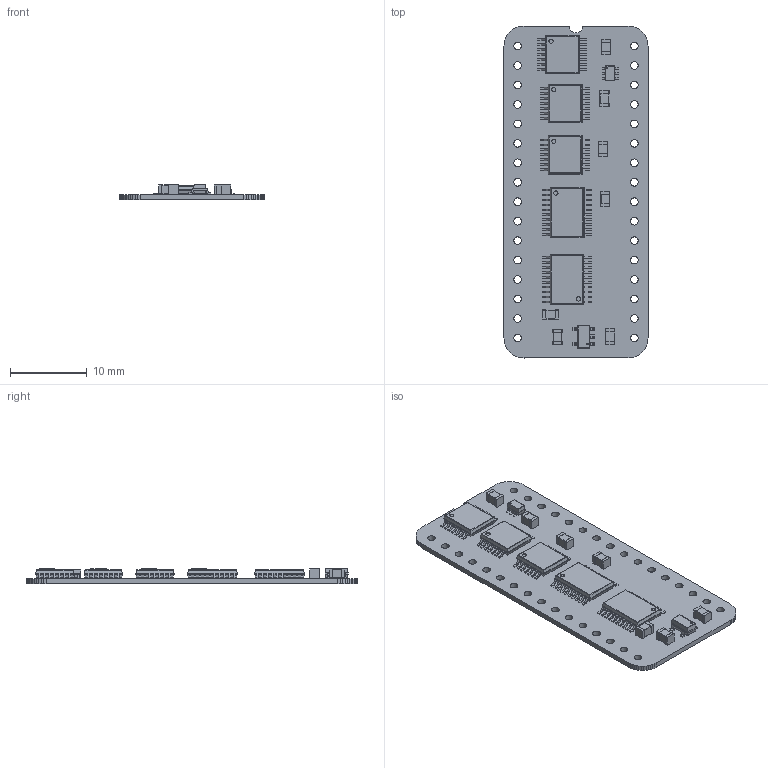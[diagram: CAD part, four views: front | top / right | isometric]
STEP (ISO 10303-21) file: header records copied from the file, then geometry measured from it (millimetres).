
FILE_DESCRIPTION(('KiCad electronic assembly'),'2;1');
FILE_NAME('Flags Enable Interrupt.step','2024-02-19T15:17:57',('Pcbnew') ,('Kicad'),'Open CASCADE STEP processor 7.6','KiCad to STEP converter' ,'Unknown');
FILE_SCHEMA(('AUTOMOTIVE_DESIGN { 1 0 10303 214 1 1 1 1 }'));
Length unit declared in the file: millimetre
Products named in the file (12): Flags Enable Interrupt 1; 74LVC2G04GW-Q100H; COMPOUND; C_0805_2012Metric; SOLID; 74LVC74APW,118; 74LVC273PW,118; AP7365-33WG-7; Flags Enable Interrupt PCB
Assembly tree (20 placements, depth 3):
  Flags Enable Interrupt 1
    74LVC2G04GW-Q100H
      COMPOUND
    C_0805_2012Metric  x7
      SOLID
    74LVC74APW,118  x3
      COMPOUND
    74LVC273PW,118  x2
      COMPOUND
    AP7365-33WG-7
      COMPOUND
    Flags Enable Interrupt PCB
Bounding box: 18.8 x 43.33 x 2.03 mm (x, y, z)
Volume: 681.8 mm3; surface area: 2248.3 mm2
Topology: 108 solids, 108 shells, 1679 faces, 4214 edges, 2772 vertices
Faces by surface type: plane 1221, cylinder 458
Full cylindrical faces by diameter (mm): 0.156 x1, 0.2 x1, 0.55 x5, 1 x32
Entity records: 52554 total; most frequent: CARTESIAN_POINT 10143, DIRECTION 7958, LINE 5335, VECTOR 5335, ORIENTED_EDGE 4114, PCURVE 4114, DEFINITIONAL_REPRESENTATION 4114, EDGE_CURVE 2057
